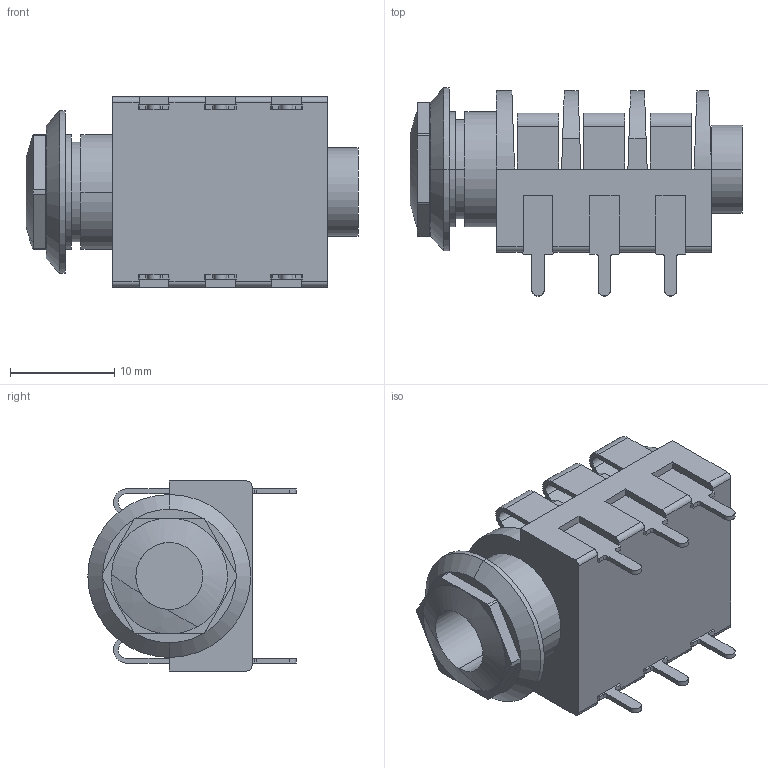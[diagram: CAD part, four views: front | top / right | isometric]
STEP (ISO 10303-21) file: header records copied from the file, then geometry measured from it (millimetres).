
FILE_DESCRIPTION (( 'STEP AP214' ), '1' );
FILE_NAME ('User Library-NMJ6HCD2.STEP', '2019-03-04T11:28:27', ( '' ), ( '' ), 'SwSTEP 2.0', 'SolidWorks 2019', '' );
FILE_SCHEMA (( 'AUTOMOTIVE_DESIGN' ));
Length unit declared in the file: inch
Products named in the file (3): User Library-NMJ6HCD2_Imported5; User Library-NMJ6HCD2; User Library-NMJ6HCD2_Imported4
Assembly tree (2 placements, depth 2):
  User Library-NMJ6HCD2
    User Library-NMJ6HCD2_Imported5
    User Library-NMJ6HCD2_Imported4
Bounding box: 31.79 x 19.94 x 18.2 mm (x, y, z)
Volume: 4427.2 mm3; surface area: 4062.2 mm2
Topology: 2 solids, 2 shells, 210 faces, 585 edges, 386 vertices
Faces by surface type: plane 136, cylinder 68, cone 4, bspline 2
Entity records: 6954 total; most frequent: CARTESIAN_POINT 1315, ORIENTED_EDGE 1170, DIRECTION 1137, EDGE_CURVE 585, VECTOR 437, LINE 437, VERTEX_POINT 386, AXIS2_PLACEMENT_3D 350
